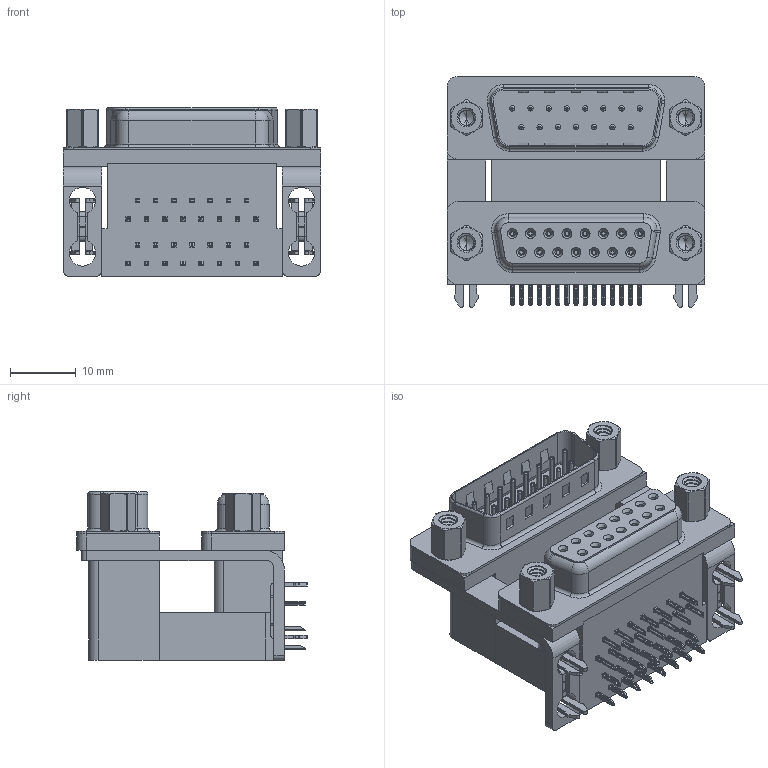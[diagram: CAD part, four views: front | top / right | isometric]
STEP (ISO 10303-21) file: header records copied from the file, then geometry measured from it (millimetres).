
FILE_DESCRIPTION (( 'STEP AP203' ), '1' );
FILE_NAME ('663-015-264-036.STEP', '2022-06-17T22:57:55', ( '' ), ( '' ), 'SwSTEP 2.0', 'SolidWorks 2020', '' );
FILE_SCHEMA (( 'CONFIG_CONTROL_DESIGN' ));
Length unit declared in the file: millimetre
Products named in the file (14): 663 Shell Plug_15 Contacts; 663 Mounting Bracket_2ProngM; 663 Housing Lower_15 Contacts; 663 Shell Receptacle_15 Contacts; 663 Contact Bottom Lower; 663 4-40 Hex Standoff 5; 663 Contact Top Lower; 663 Housing Spacer_15 Contacts M; 663 2 Prong Board Lock_3; 663 Threaded Rivet_4-40; 663 Contact Bottom Upper_M; 663 Housing Upper_15 Contacts M; 663 Contact Top Upper_M; 663-015-264-036
Assembly tree (47 placements, depth 2):
  663-015-264-036
    663 Housing Lower_15 Contacts
    663 Housing Spacer_15 Contacts M
    663 Housing Upper_15 Contacts M
    663 Shell Receptacle_15 Contacts
    663 Shell Plug_15 Contacts
    663 Contact Bottom Lower  x7
    663 Contact Top Lower  x8
    663 Contact Bottom Upper_M  x7
    663 Contact Top Upper_M  x8
    663 Mounting Bracket_2ProngM  x2
    663 2 Prong Board Lock_3  x2
    663 Threaded Rivet_4-40  x4
    663 4-40 Hex Standoff 5  x4
Bounding box: 39.19 x 35.1 x 25.6 mm (x, y, z)
Volume: 15664.7 mm3; surface area: 17959.2 mm2
Topology: 47 solids, 47 shells, 4316 faces, 11181 edges, 7021 vertices
Faces by surface type: plane 2161, cylinder 1208, bspline 548, cone 240, torus 159
Entity records: 51324 total; most frequent: CARTESIAN_POINT 15572, ORIENTED_EDGE 7060, DIRECTION 6617, EDGE_CURVE 3530, VECTOR 2365, LINE 2365, VERTEX_POINT 2261, AXIS2_PLACEMENT_3D 2126
